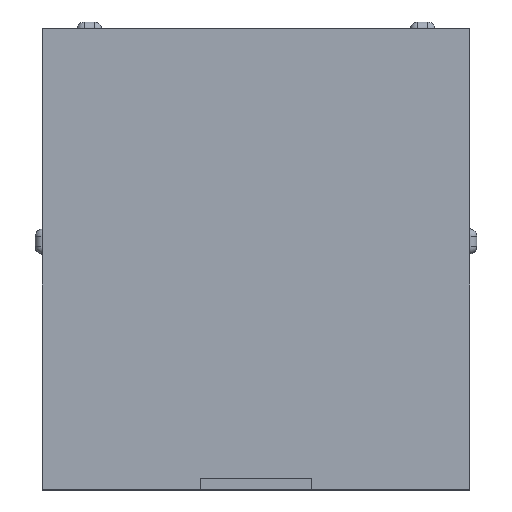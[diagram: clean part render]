
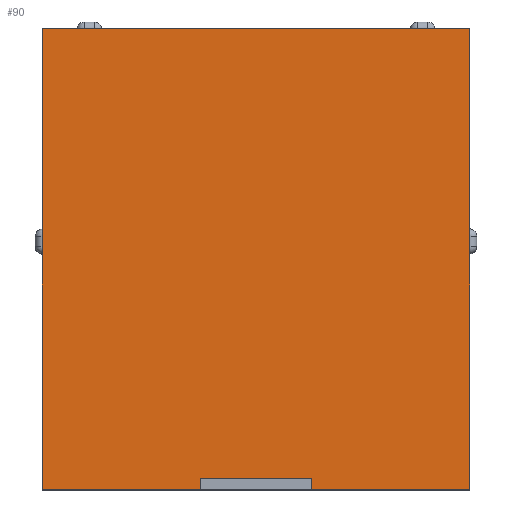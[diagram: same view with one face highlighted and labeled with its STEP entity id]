
A CAD part, top view. The second image highlights one B-rep face of the part: STEP entity #90.
In plain terms, the highlighted planar face has unit normal (0, 0, 1).
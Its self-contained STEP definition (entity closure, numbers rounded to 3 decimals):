
#90=ADVANCED_FACE('',(#458),#459,.F.);
#458=FACE_OUTER_BOUND('',#1173,.T.);
#459=PLANE('',#1174);
#1173=EDGE_LOOP('',(#2016,#2017,#2018,#2019,#2020,#2021,#2022,#2023));
#1174=AXIS2_PLACEMENT_3D('',#2024,#2025,#2026);
#2016=ORIENTED_EDGE('',*,*,#4750,.F.);
#2017=ORIENTED_EDGE('',*,*,#4821,.T.);
#2018=ORIENTED_EDGE('',*,*,#4822,.F.);
#2019=ORIENTED_EDGE('',*,*,#4823,.T.);
#2020=ORIENTED_EDGE('',*,*,#4824,.T.);
#2021=ORIENTED_EDGE('',*,*,#4825,.T.);
#2022=ORIENTED_EDGE('',*,*,#4826,.F.);
#2023=ORIENTED_EDGE('',*,*,#4827,.F.);
#2024=CARTESIAN_POINT('',(11.233,11.76,16.459));
#2025=DIRECTION('',(0.0,0.0,-1.0));
#2026=DIRECTION('',(0.0,1.0,0.0));
#4750=EDGE_CURVE('',#5709,#5711,#5712,.T.);
#4821=EDGE_CURVE('',#5709,#5849,#5850,.T.);
#4822=EDGE_CURVE('',#5851,#5849,#5852,.T.);
#4823=EDGE_CURVE('',#5851,#5853,#5854,.T.);
#4824=EDGE_CURVE('',#5853,#5855,#5856,.T.);
#4825=EDGE_CURVE('',#5855,#5857,#5858,.T.);
#4826=EDGE_CURVE('',#5859,#5857,#5860,.T.);
#4827=EDGE_CURVE('',#5711,#5859,#5861,.T.);
#5709=VERTEX_POINT('',#7444);
#5711=VERTEX_POINT('',#7447);
#5712=LINE('',#7448,#7449);
#5849=VERTEX_POINT('',#7756);
#5850=LINE('',#7757,#7758);
#5851=VERTEX_POINT('',#7759);
#5852=LINE('',#7760,#7761);
#5853=VERTEX_POINT('',#7762);
#5854=LINE('',#7763,#7764);
#5855=VERTEX_POINT('',#7765);
#5856=LINE('',#7766,#7767);
#5857=VERTEX_POINT('',#7768);
#5858=LINE('',#7769,#7770);
#5859=VERTEX_POINT('',#7771);
#5860=LINE('',#7772,#7773);
#5861=LINE('',#7774,#7775);
#7444=CARTESIAN_POINT('',(15.903,16.866,16.459));
#7447=CARTESIAN_POINT('',(15.903,0.0,16.459));
#7448=CARTESIAN_POINT('',(15.903,11.76,16.459));
#7449=VECTOR('',#10320,1.0);
#7756=CARTESIAN_POINT('',(0.263,16.866,16.459));
#7757=CARTESIAN_POINT('',(8.083,16.866,16.459));
#7758=VECTOR('',#10389,1.0);
#7759=CARTESIAN_POINT('',(0.263,0.0,16.459));
#7760=CARTESIAN_POINT('',(0.263,11.76,16.459));
#7761=VECTOR('',#10390,1.0);
#7762=CARTESIAN_POINT('',(6.051,0.0,16.459));
#7763=CARTESIAN_POINT('',(0.26,0.0,16.459));
#7764=VECTOR('',#10391,1.0);
#7765=CARTESIAN_POINT('',(6.051,0.41,16.459));
#7766=CARTESIAN_POINT('',(6.051,0.0,16.459));
#7767=VECTOR('',#10392,1.0);
#7768=CARTESIAN_POINT('',(10.115,0.41,16.459));
#7769=CARTESIAN_POINT('',(4.934,0.41,16.459));
#7770=VECTOR('',#10393,1.0);
#7771=CARTESIAN_POINT('',(10.115,0.0,16.459));
#7772=CARTESIAN_POINT('',(10.115,0.0,16.459));
#7773=VECTOR('',#10394,1.0);
#7774=CARTESIAN_POINT('',(15.906,0.0,16.459));
#7775=VECTOR('',#10395,1.0);
#10320=DIRECTION('',(0.0,-1.0,0.0));
#10389=DIRECTION('',(-1.0,0.0,0.0));
#10390=DIRECTION('',(0.0,1.0,0.0));
#10391=DIRECTION('',(1.0,0.0,0.0));
#10392=DIRECTION('',(0.0,1.0,0.0));
#10393=DIRECTION('',(1.0,0.0,0.0));
#10394=DIRECTION('',(0.0,1.0,0.0));
#10395=DIRECTION('',(-1.0,0.0,0.0));
